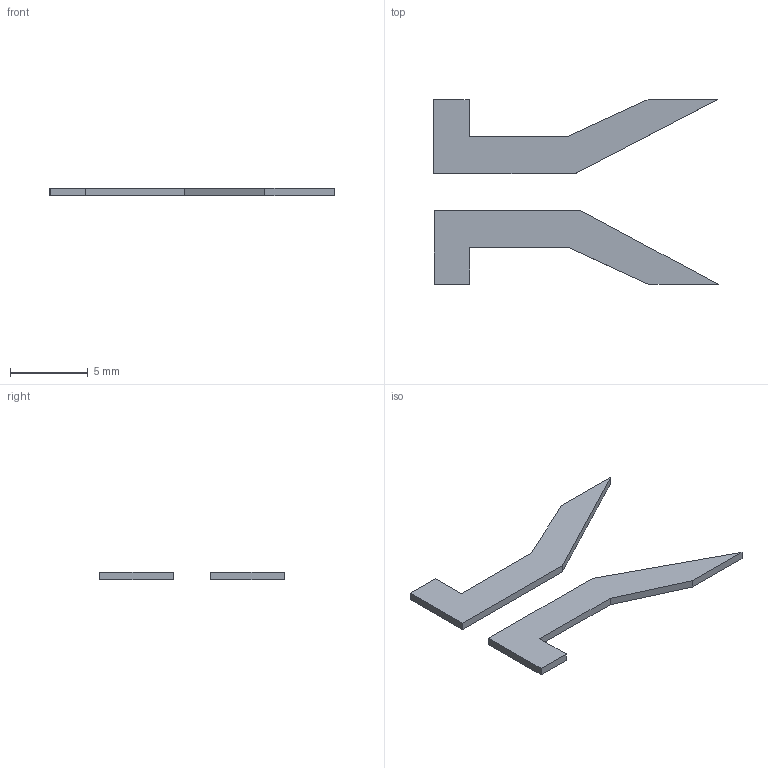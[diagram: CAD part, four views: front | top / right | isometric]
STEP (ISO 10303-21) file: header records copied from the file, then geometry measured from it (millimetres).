
FILE_DESCRIPTION(('FreeCAD Model'),'2;1');
FILE_NAME('a.step','2016-05-26T17:11:39',('Author'),(''), 'Open CASCADE STEP processor 6.8','FreeCAD','Unknown');
FILE_SCHEMA(('AUTOMOTIVE_DESIGN_CC2 { 1 2 10303 214 -1 1 5 4 }'));
Length unit declared in the file: millimetre
Products named in the file (3): ASSEMBLY; Extrude; Extrude001
Assembly tree (2 placements, depth 2):
  ASSEMBLY
    Extrude
    Extrude001
Bounding box: 18.27 x 11.86 x 0.5 mm (x, y, z)
Volume: 44 mm3; surface area: 221.2 mm2
Topology: 2 solids, 2 shells, 20 faces, 48 edges, 32 vertices
Faces by surface type: extrusion 16, plane 4
Entity records: 1213 total; most frequent: CARTESIAN_POINT 279, DIRECTION 110, ORIENTED_EDGE 96, VECTOR 96, PCURVE 96, DEFINITIONAL_REPRESENTATION 96, LINE 80, B_SPLINE_CURVE_WITH_KNOTS 80
